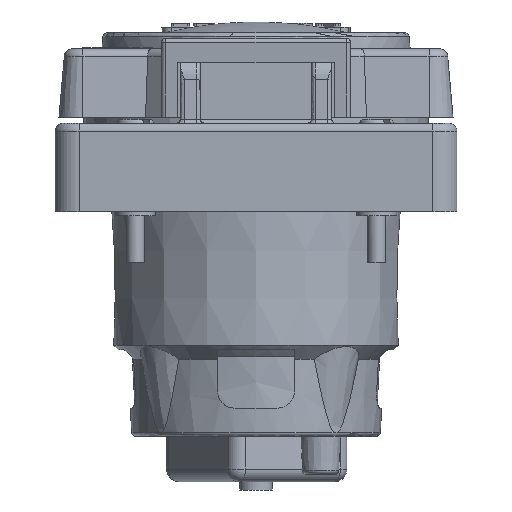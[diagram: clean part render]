
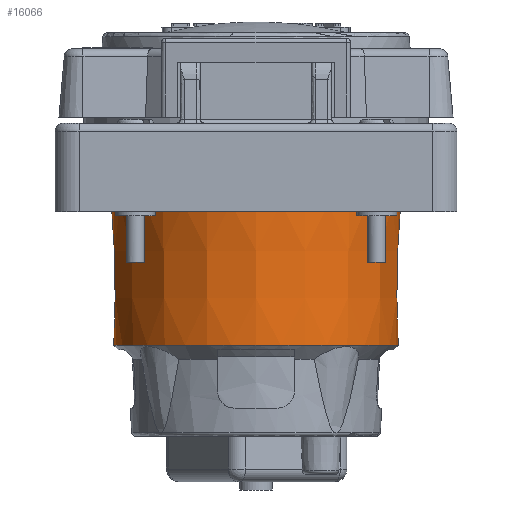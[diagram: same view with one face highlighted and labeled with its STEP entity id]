
A CAD part, front view. The second image highlights one B-rep face of the part: STEP entity #16066.
In plain terms, the highlighted conical face has half-angle 1 degrees and reference radius 28.569 mm.
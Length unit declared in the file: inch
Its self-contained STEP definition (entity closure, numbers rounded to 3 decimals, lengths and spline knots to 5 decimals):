
#533 = AXIS2_PLACEMENT_3D ( 'NONE', #12334, #5105, #5306 ) ;
#802 = FACE_BOUND ( 'NONE', #1655, .T. ) ;
#1205 = CIRCLE ( 'NONE', #533, 1.10556 ) ;
#1655 = EDGE_LOOP ( 'NONE', ( #9224 ) ) ;
#3175 = ORIENTED_EDGE ( 'NONE', *, *, #26513, .T. ) ;
#5105 = DIRECTION ( 'NONE',  ( 0., 0., 1. ) ) ;
#5306 = DIRECTION ( 'NONE',  ( 0., -1., 0. ) ) ;
#7793 = VERTEX_POINT ( 'NONE', #31178 ) ;
#9224 = ORIENTED_EDGE ( 'NONE', *, *, #15812, .T. ) ;
#9699 = CARTESIAN_POINT ( 'NONE',  ( 0., 1.12474, -0.72281 ) ) ;
#10045 = CARTESIAN_POINT ( 'NONE',  ( 0., 0., -0.72281 ) ) ;
#11670 = DIRECTION ( 'NONE',  ( 0., 0., 1. ) ) ;
#12334 = CARTESIAN_POINT ( 'NONE',  ( 0., 0., -1.82197 ) ) ;
#15812 = EDGE_CURVE ( 'NONE', #7793, #7793, #1205, .T. ) ;
#16062 = VERTEX_POINT ( 'NONE', #9699 ) ;
#16066 = ADVANCED_FACE ( 'NONE', ( #802, #20732 ), #20710, .T. ) ;
#16542 = DIRECTION ( 'NONE',  ( 0., -1., 0. ) ) ;
#18359 = CARTESIAN_POINT ( 'NONE',  ( 0., 0., -0.72281 ) ) ;
#20488 = EDGE_LOOP ( 'NONE', ( #3175 ) ) ;
#20710 = CONICAL_SURFACE ( 'NONE', #26522, 1.12474, 0.017 ) ;
#20732 = FACE_OUTER_BOUND ( 'NONE', #20488, .T. ) ;
#21306 = DIRECTION ( 'NONE',  ( 0., 0., -1. ) ) ;
#25174 = AXIS2_PLACEMENT_3D ( 'NONE', #10045, #21306, #26870 ) ;
#25440 = CIRCLE ( 'NONE', #25174, 1.12474 ) ;
#26513 = EDGE_CURVE ( 'NONE', #16062, #16062, #25440, .T. ) ;
#26522 = AXIS2_PLACEMENT_3D ( 'NONE', #18359, #11670, #16542 ) ;
#26870 = DIRECTION ( 'NONE',  ( 0., 1., 0. ) ) ;
#31178 = CARTESIAN_POINT ( 'NONE',  ( 0., -1.10556, -1.82197 ) ) ;
